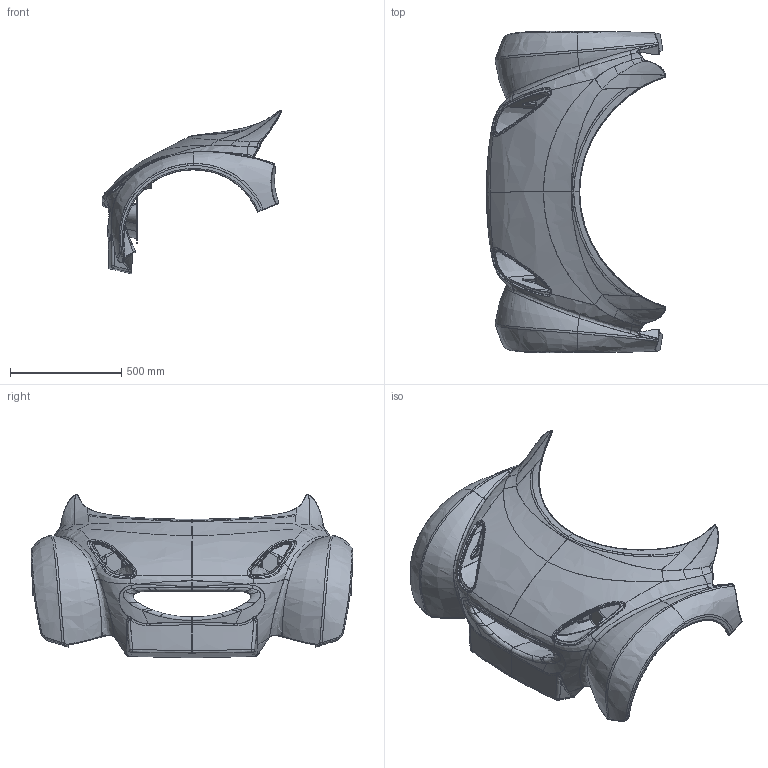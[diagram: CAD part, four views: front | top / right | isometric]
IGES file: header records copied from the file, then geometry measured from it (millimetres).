
Start section: START RECORD GO HERE.
Global section: file name: Bonnet_v01.igs; native system: IBM CATIA IGES - CATIA Version 5 Release 18 ; preprocessor: CATIA Version 5 Release 18 ; author: Administrator; organization: RIVERSIMPLE1; date: 20100603.181842; units: millimetre
Bounding box: 805.21 x 1443.57 x 735.8 mm (x, y, z)
Surface area: 3646245 mm2 (no closed solid volume)
Topology: 0 solids, 0 shells, 1196 faces, 9463 edges, 9463 vertices
Faces by surface type: bspline 1062, extrusion 75, revolution 32, plane 27
